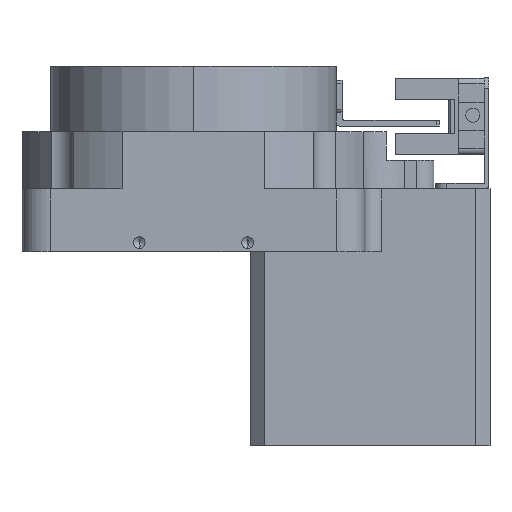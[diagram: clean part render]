
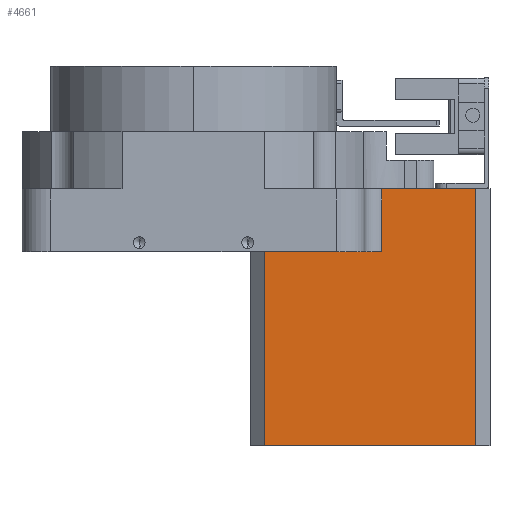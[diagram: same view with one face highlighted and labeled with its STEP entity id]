
A CAD part, left-side view. The second image highlights one B-rep face of the part: STEP entity #4661.
In plain terms, the highlighted planar face has unit normal (-1, 0, 0).
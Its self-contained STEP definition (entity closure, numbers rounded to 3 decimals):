
#89 = PLANE ( 'NONE',  #1995 ) ;
#122 = CARTESIAN_POINT ( 'NONE',  ( -21., -12.4, -34. ) ) ;
#270 = ORIENTED_EDGE ( 'NONE', *, *, #1153, .F. ) ;
#617 = DIRECTION ( 'NONE',  ( 0., 0., -1. ) ) ;
#770 = FACE_OUTER_BOUND ( 'NONE', #8317, .T. ) ;
#1124 = ORIENTED_EDGE ( 'NONE', *, *, #6558, .F. ) ;
#1153 = EDGE_CURVE ( 'NONE', #8632, #4005, #1529, .T. ) ;
#1240 = LINE ( 'NONE', #8717, #7474 ) ;
#1529 = LINE ( 'NONE', #2113, #6572 ) ;
#1631 = CARTESIAN_POINT ( 'NONE',  ( -21., -32.975, 0. ) ) ;
#1707 = CARTESIAN_POINT ( 'NONE',  ( -21., -49.4, -34. ) ) ;
#1787 = EDGE_CURVE ( 'NONE', #3909, #4518, #4028, .T. ) ;
#1995 = AXIS2_PLACEMENT_3D ( 'NONE', #2214, #5752, #7110 ) ;
#2032 = DIRECTION ( 'NONE',  ( 0., -1., 0. ) ) ;
#2113 = CARTESIAN_POINT ( 'NONE',  ( -21., -49.4, 32.5 ) ) ;
#2116 = EDGE_CURVE ( 'NONE', #5594, #8632, #5378, .T. ) ;
#2158 = CARTESIAN_POINT ( 'NONE',  ( -21., -12.4, -34. ) ) ;
#2161 = LINE ( 'NONE', #122, #7690 ) ;
#2214 = CARTESIAN_POINT ( 'NONE',  ( -21., -32.975, 32.5 ) ) ;
#2506 = DIRECTION ( 'NONE',  ( 0., 0., -1. ) ) ;
#2662 = VECTOR ( 'NONE', #5012, 1000. ) ;
#2707 = ORIENTED_EDGE ( 'NONE', *, *, #3923, .F. ) ;
#2895 = DIRECTION ( 'NONE',  ( 0., 0., 1. ) ) ;
#3487 = CARTESIAN_POINT ( 'NONE',  ( -21., -32.975, 11. ) ) ;
#3524 = ORIENTED_EDGE ( 'NONE', *, *, #7252, .T. ) ;
#3909 = VERTEX_POINT ( 'NONE', #1631 ) ;
#3923 = EDGE_CURVE ( 'NONE', #8073, #4518, #2161, .T. ) ;
#4005 = VERTEX_POINT ( 'NONE', #1707 ) ;
#4028 = LINE ( 'NONE', #5292, #4045 ) ;
#4045 = VECTOR ( 'NONE', #8826, 1000. ) ;
#4518 = VERTEX_POINT ( 'NONE', #6615 ) ;
#4661 = ADVANCED_FACE ( 'NONE', ( #770 ), #89, .F. ) ;
#4937 = ORIENTED_EDGE ( 'NONE', *, *, #2116, .F. ) ;
#5012 = DIRECTION ( 'NONE',  ( 0., 1., 0. ) ) ;
#5292 = CARTESIAN_POINT ( 'NONE',  ( -21., -12.4, 0. ) ) ;
#5378 = LINE ( 'NONE', #3487, #6609 ) ;
#5594 = VERTEX_POINT ( 'NONE', #7812 ) ;
#5598 = CARTESIAN_POINT ( 'NONE',  ( -21., -49.4, 11. ) ) ;
#5752 = DIRECTION ( 'NONE',  ( 1., 0., 0. ) ) ;
#5805 = CARTESIAN_POINT ( 'NONE',  ( -21., -12.4, -34. ) ) ;
#6425 = LINE ( 'NONE', #2158, #2662 ) ;
#6558 = EDGE_CURVE ( 'NONE', #4005, #8073, #6425, .T. ) ;
#6572 = VECTOR ( 'NONE', #617, 1000. ) ;
#6609 = VECTOR ( 'NONE', #2032, 1000. ) ;
#6615 = CARTESIAN_POINT ( 'NONE',  ( -21., -12.4, 0. ) ) ;
#7110 = DIRECTION ( 'NONE',  ( 0., 1., 0. ) ) ;
#7252 = EDGE_CURVE ( 'NONE', #5594, #3909, #1240, .T. ) ;
#7474 = VECTOR ( 'NONE', #2506, 1000. ) ;
#7690 = VECTOR ( 'NONE', #2895, 1000. ) ;
#7812 = CARTESIAN_POINT ( 'NONE',  ( -21., -32.975, 11. ) ) ;
#8073 = VERTEX_POINT ( 'NONE', #5805 ) ;
#8317 = EDGE_LOOP ( 'NONE', ( #4937, #3524, #8480, #2707, #1124, #270 ) ) ;
#8480 = ORIENTED_EDGE ( 'NONE', *, *, #1787, .T. ) ;
#8632 = VERTEX_POINT ( 'NONE', #5598 ) ;
#8717 = CARTESIAN_POINT ( 'NONE',  ( -21., -32.975, 32.5 ) ) ;
#8826 = DIRECTION ( 'NONE',  ( 0., 1., 0. ) ) ;
